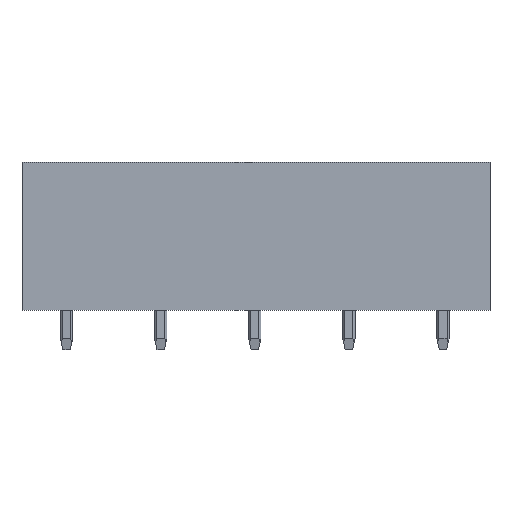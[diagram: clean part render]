
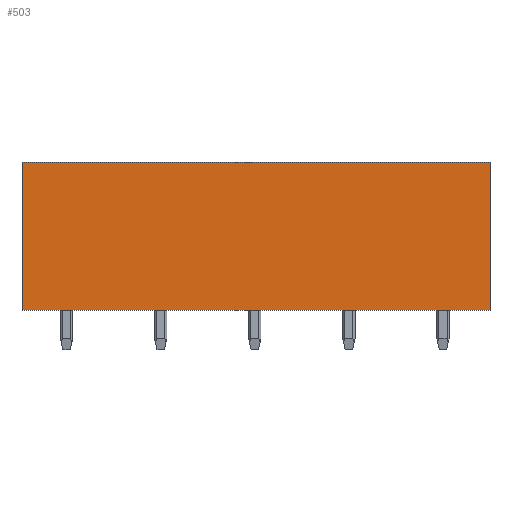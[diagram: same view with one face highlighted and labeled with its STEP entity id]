
A CAD part, front view. The second image highlights one B-rep face of the part: STEP entity #503.
In plain terms, the highlighted planar face has unit normal (0, -1, 0).
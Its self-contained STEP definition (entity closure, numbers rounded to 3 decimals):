
#476=AXIS2_PLACEMENT_3D('Plane Axis2P3D',#473,#474,#475) ;
#40=CARTESIAN_POINT('Vertex',(37.9,0.,15.2)) ;
#56=CARTESIAN_POINT('Vertex',(0.,0.,15.2)) ;
#59=CARTESIAN_POINT('Line Origine',(18.95,0.,15.2)) ;
#473=CARTESIAN_POINT('Axis2P3D Location',(0.,0.,15.2)) ;
#478=CARTESIAN_POINT('Line Origine',(37.9,0.,9.2)) ;
#482=CARTESIAN_POINT('Vertex',(37.9,0.,3.2)) ;
#485=CARTESIAN_POINT('Line Origine',(0.,0.,9.2)) ;
#489=CARTESIAN_POINT('Vertex',(0.,0.,3.2)) ;
#492=CARTESIAN_POINT('Line Origine',(18.95,0.,3.2)) ;
#60=DIRECTION('Vector Direction',(1.,0.,0.)) ;
#474=DIRECTION('Axis2P3D Direction',(0.,-1.,0.)) ;
#475=DIRECTION('Axis2P3D XDirection',(0.,0.,-1.)) ;
#479=DIRECTION('Vector Direction',(0.,0.,-1.)) ;
#486=DIRECTION('Vector Direction',(0.,0.,-1.)) ;
#493=DIRECTION('Vector Direction',(1.,0.,0.)) ;
#61=VECTOR('Line Direction',#60,1.) ;
#480=VECTOR('Line Direction',#479,1.) ;
#487=VECTOR('Line Direction',#486,1.) ;
#494=VECTOR('Line Direction',#493,1.) ;
#498=ORIENTED_EDGE('',*,*,#484,.T.) ;
#499=ORIENTED_EDGE('',*,*,#63,.F.) ;
#500=ORIENTED_EDGE('',*,*,#491,.F.) ;
#501=ORIENTED_EDGE('',*,*,#496,.T.) ;
#503=ADVANCED_FACE('HOUSING',(#502),#477,.T.) ;
#63=EDGE_CURVE('',#57,#41,#62,.T.) ;
#484=EDGE_CURVE('',#483,#41,#481,.F.) ;
#491=EDGE_CURVE('',#490,#57,#488,.F.) ;
#496=EDGE_CURVE('',#490,#483,#495,.T.) ;
#497=EDGE_LOOP('',(#498,#499,#500,#501)) ;
#502=FACE_OUTER_BOUND('',#497,.T.) ;
#62=LINE('Line',#59,#61) ;
#481=LINE('Line',#478,#480) ;
#488=LINE('Line',#485,#487) ;
#495=LINE('Line',#492,#494) ;
#477=PLANE('',#476) ;
#41=VERTEX_POINT('',#40) ;
#57=VERTEX_POINT('',#56) ;
#483=VERTEX_POINT('',#482) ;
#490=VERTEX_POINT('',#489) ;
